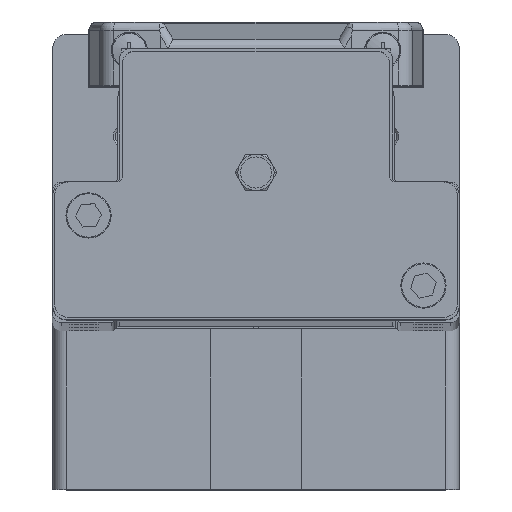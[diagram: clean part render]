
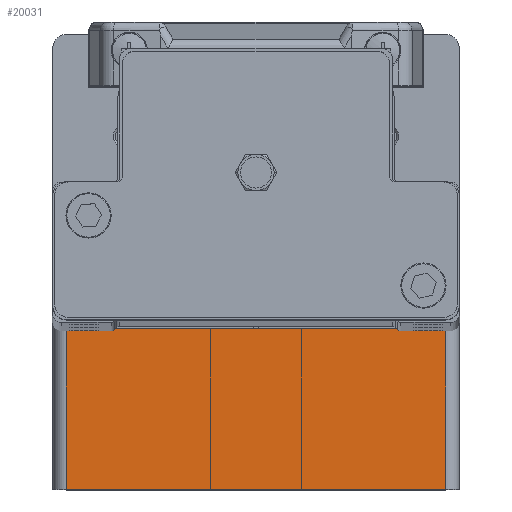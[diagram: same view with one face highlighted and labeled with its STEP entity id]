
A CAD part, top view. The second image highlights one B-rep face of the part: STEP entity #20031.
In plain terms, the highlighted planar face has unit normal (0, 0, 1).
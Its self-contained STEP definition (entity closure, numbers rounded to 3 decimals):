
#920 = DIRECTION ( 'NONE',  ( -1., 0., 0. ) ) ;
#987 = VECTOR ( 'NONE', #9389, 1000. ) ;
#2429 = VECTOR ( 'NONE', #11302, 1000. ) ;
#2507 = LINE ( 'NONE', #14219, #18561 ) ;
#3389 = ORIENTED_EDGE ( 'NONE', *, *, #20351, .T. ) ;
#3596 = CARTESIAN_POINT ( 'NONE',  ( 41.9, 72.75, 33.5 ) ) ;
#3636 = CARTESIAN_POINT ( 'NONE',  ( -41.9, 27.75, 33.5 ) ) ;
#3850 = VERTEX_POINT ( 'NONE', #8821 ) ;
#5464 = CARTESIAN_POINT ( 'NONE',  ( -41.9, 27.75, 33.5 ) ) ;
#6357 = VERTEX_POINT ( 'NONE', #14164 ) ;
#7222 = LINE ( 'NONE', #10055, #23247 ) ;
#7717 = EDGE_CURVE ( 'NONE', #18595, #3850, #2507, .T. ) ;
#7910 = ORIENTED_EDGE ( 'NONE', *, *, #15006, .T. ) ;
#8571 = AXIS2_PLACEMENT_3D ( 'NONE', #22182, #12530, #920 ) ;
#8821 = CARTESIAN_POINT ( 'NONE',  ( 41.9, 27.75, 33.5 ) ) ;
#9204 = VERTEX_POINT ( 'NONE', #10104 ) ;
#9389 = DIRECTION ( 'NONE',  ( 0., 1., 0. ) ) ;
#10055 = CARTESIAN_POINT ( 'NONE',  ( -44.9, 72.75, 33.5 ) ) ;
#10104 = CARTESIAN_POINT ( 'NONE',  ( -41.9, 72.75, 33.5 ) ) ;
#10540 = PLANE ( 'NONE',  #8571 ) ;
#11302 = DIRECTION ( 'NONE',  ( 0., -1., 0. ) ) ;
#12530 = DIRECTION ( 'NONE',  ( 0., 0., -1. ) ) ;
#14164 = CARTESIAN_POINT ( 'NONE',  ( 41.9, 72.75, 33.5 ) ) ;
#14219 = CARTESIAN_POINT ( 'NONE',  ( -44.9, 27.75, 33.5 ) ) ;
#15006 = EDGE_CURVE ( 'NONE', #3850, #6357, #22204, .T. ) ;
#15651 = EDGE_LOOP ( 'NONE', ( #16733, #3389, #18701, #7910 ) ) ;
#16733 = ORIENTED_EDGE ( 'NONE', *, *, #17115, .F. ) ;
#16985 = FACE_OUTER_BOUND ( 'NONE', #15651, .T. ) ;
#17115 = EDGE_CURVE ( 'NONE', #9204, #6357, #7222, .T. ) ;
#17275 = LINE ( 'NONE', #3636, #2429 ) ;
#18561 = VECTOR ( 'NONE', #21920, 1000. ) ;
#18595 = VERTEX_POINT ( 'NONE', #5464 ) ;
#18701 = ORIENTED_EDGE ( 'NONE', *, *, #7717, .T. ) ;
#20031 = ADVANCED_FACE ( 'NONE', ( #16985 ), #10540, .F. ) ;
#20351 = EDGE_CURVE ( 'NONE', #9204, #18595, #17275, .T. ) ;
#21920 = DIRECTION ( 'NONE',  ( 1., 0., 0. ) ) ;
#22182 = CARTESIAN_POINT ( 'NONE',  ( -44.9, 72.75, 33.5 ) ) ;
#22204 = LINE ( 'NONE', #3596, #987 ) ;
#23247 = VECTOR ( 'NONE', #23696, 1000. ) ;
#23696 = DIRECTION ( 'NONE',  ( 1., 0., 0. ) ) ;
